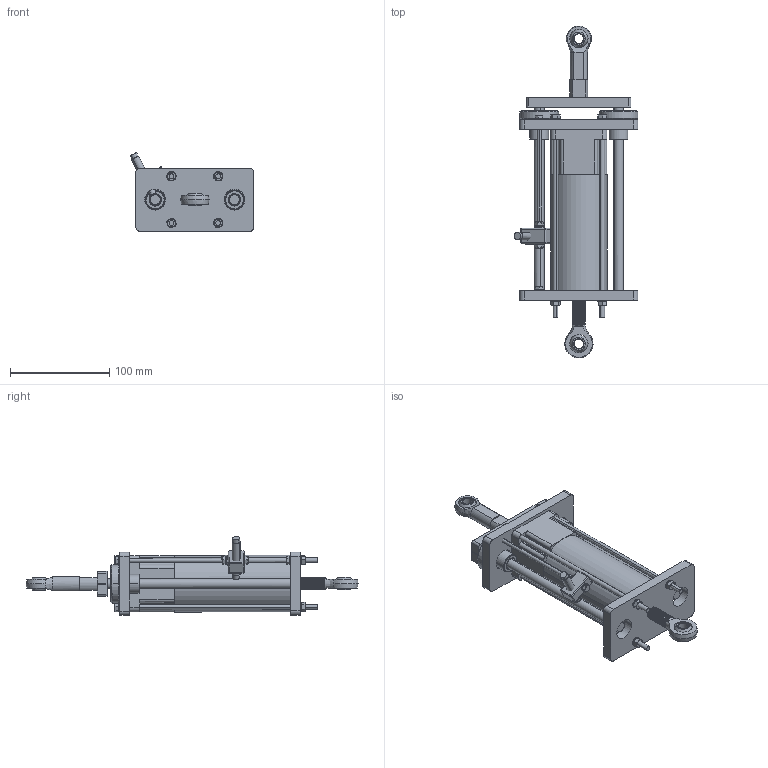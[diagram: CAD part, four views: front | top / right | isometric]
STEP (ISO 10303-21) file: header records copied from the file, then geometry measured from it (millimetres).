
FILE_DESCRIPTION(/* description */ (''),/* implementation_level */ '2;1');
FILE_NAME(/* name */ 'LHS-020-0400-TG',/* time_stamp */ '2026-01-19T21:31:47-06:00',/* author */ (''),/* organization */ (''),/* preprocessor_version */ 'ST-DEVELOPER v19.2',/* originating_system */ 'Rhino 8.27',/* authorisation */ '');
FILE_SCHEMA (('CONFIG_CONTROL_DESIGN'));
Length unit declared in the file: inch
Products named in the file (1): Document
Bounding box: 124.79 x 334.76 x 79.33 mm (x, y, z)
Volume: 436990.2 mm3; surface area: 163529.6 mm2
Topology: 28 solids, 288 shells, 1985 faces, 5797 edges, 4133 vertices
Faces by surface type: cylinder 814, plane 712, bspline 459
Entity records: 98304 total; most frequent: CARTESIAN_POINT 54064, ORIENTED_EDGE 10250, EDGE_CURVE 5781, DIRECTION 5038, VERTEX_POINT 4133, B_SPLINE_CURVE_WITH_KNOTS 3919, AXIS2_PLACEMENT_3D 3282, EDGE_LOOP 2078
